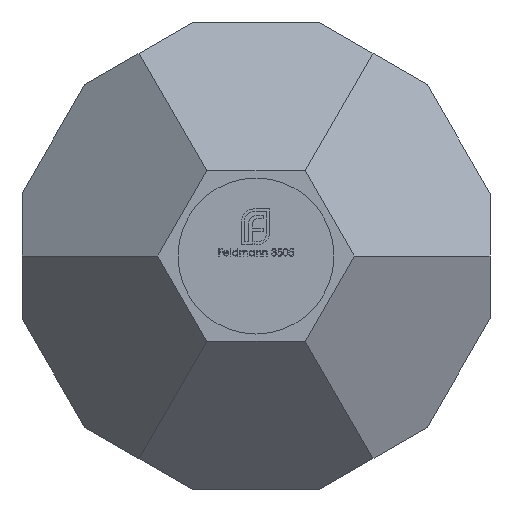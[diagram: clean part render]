
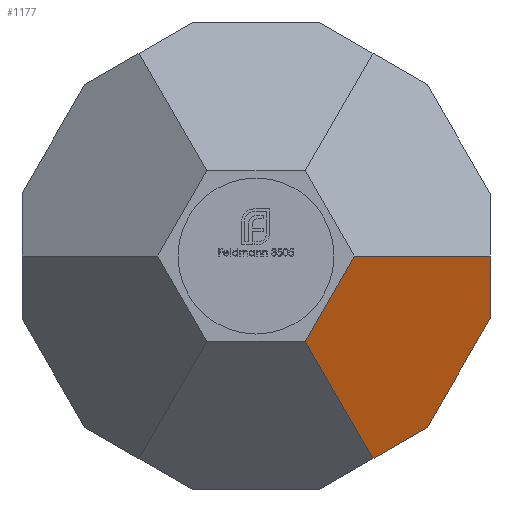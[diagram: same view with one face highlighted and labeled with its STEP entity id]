
A CAD part, front view. The second image highlights one B-rep face of the part: STEP entity #1177.
In plain terms, the highlighted planar face has unit normal (0.612, -0.707, -0.354).
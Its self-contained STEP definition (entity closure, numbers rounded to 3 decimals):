
#480 = LINE ( 'NONE', #9104, #4000 ) ;
#517 = CARTESIAN_POINT ( 'NONE',  ( 3.728, -4.334, -7.374 ) ) ;
#912 = VERTEX_POINT ( 'NONE', #1050 ) ;
#968 = CARTESIAN_POINT ( 'NONE',  ( 6.039, -3., -6.039 ) ) ;
#1050 = CARTESIAN_POINT ( 'NONE',  ( 8.25, -3., -2.211 ) ) ;
#1072 = VERTEX_POINT ( 'NONE', #11801 ) ;
#1138 = CARTESIAN_POINT ( 'NONE',  ( 1.732, -8.25, -3. ) ) ;
#1177 = ADVANCED_FACE ( 'NONE', ( #2259 ), #8150, .T. ) ;
#1298 = VECTOR ( 'NONE', #4635, 1000. ) ;
#1887 = LINE ( 'NONE', #4115, #3877 ) ;
#2033 = EDGE_CURVE ( 'NONE', #8601, #4590, #5183, .T. ) ;
#2259 = FACE_OUTER_BOUND ( 'NONE', #5435, .T. ) ;
#2749 = DIRECTION ( 'NONE',  ( -0.756, -0.655, 0. ) ) ;
#2840 = VERTEX_POINT ( 'NONE', #1138 ) ;
#3009 = DIRECTION ( 'NONE',  ( 0., -0.447, 0.894 ) ) ;
#3549 = CARTESIAN_POINT ( 'NONE',  ( 9.526, -3., 0. ) ) ;
#3877 = VECTOR ( 'NONE', #6824, 1000. ) ;
#4000 = VECTOR ( 'NONE', #11101, 1000. ) ;
#4115 = CARTESIAN_POINT ( 'NONE',  ( 1.485, -8.679, -2.571 ) ) ;
#4570 = VERTEX_POINT ( 'NONE', #5833 ) ;
#4590 = VERTEX_POINT ( 'NONE', #968 ) ;
#4635 = DIRECTION ( 'NONE',  ( 0.5, 0., 0.866 ) ) ;
#4645 = ORIENTED_EDGE ( 'NONE', *, *, #11499, .T. ) ;
#4860 = EDGE_CURVE ( 'NONE', #4570, #1072, #8697, .T. ) ;
#5152 = EDGE_CURVE ( 'NONE', #4590, #912, #10991, .T. ) ;
#5183 = LINE ( 'NONE', #517, #12261 ) ;
#5435 = EDGE_LOOP ( 'NONE', ( #10075, #6169, #4645, #7802, #7989, #6893 ) ) ;
#5833 = CARTESIAN_POINT ( 'NONE',  ( 8.25, -4.105, 0. ) ) ;
#6169 = ORIENTED_EDGE ( 'NONE', *, *, #5152, .T. ) ;
#6205 = EDGE_CURVE ( 'NONE', #2840, #8601, #1887, .T. ) ;
#6293 = DIRECTION ( 'NONE',  ( 0.5, 0., 0.866 ) ) ;
#6343 = CARTESIAN_POINT ( 'NONE',  ( 2.598, -8.25, -1.5 ) ) ;
#6824 = DIRECTION ( 'NONE',  ( 0.378, 0.655, -0.655 ) ) ;
#6893 = ORIENTED_EDGE ( 'NONE', *, *, #6205, .T. ) ;
#7411 = DIRECTION ( 'NONE',  ( 0.775, 0.447, 0.447 ) ) ;
#7492 = AXIS2_PLACEMENT_3D ( 'NONE', #6343, #12085, #6293 ) ;
#7554 = VECTOR ( 'NONE', #3009, 1000. ) ;
#7802 = ORIENTED_EDGE ( 'NONE', *, *, #4860, .T. ) ;
#7989 = ORIENTED_EDGE ( 'NONE', *, *, #9061, .T. ) ;
#8150 = PLANE ( 'NONE',  #7492 ) ;
#8601 = VERTEX_POINT ( 'NONE', #10212 ) ;
#8697 = LINE ( 'NONE', #10660, #9922 ) ;
#8980 = CARTESIAN_POINT ( 'NONE',  ( 8.25, -4.334, 0.458 ) ) ;
#9061 = EDGE_CURVE ( 'NONE', #1072, #2840, #480, .T. ) ;
#9104 = CARTESIAN_POINT ( 'NONE',  ( 0.217, -8.25, -5.625 ) ) ;
#9703 = LINE ( 'NONE', #8980, #7554 ) ;
#9922 = VECTOR ( 'NONE', #2749, 1000. ) ;
#10075 = ORIENTED_EDGE ( 'NONE', *, *, #2033, .T. ) ;
#10212 = CARTESIAN_POINT ( 'NONE',  ( 4.125, -4.105, -7.145 ) ) ;
#10660 = CARTESIAN_POINT ( 'NONE',  ( 2.969, -8.679, 0. ) ) ;
#10991 = LINE ( 'NONE', #3549, #1298 ) ;
#11101 = DIRECTION ( 'NONE',  ( -0.5, 0., -0.866 ) ) ;
#11499 = EDGE_CURVE ( 'NONE', #912, #4570, #9703, .T. ) ;
#11801 = CARTESIAN_POINT ( 'NONE',  ( 3.464, -8.25, 0. ) ) ;
#12085 = DIRECTION ( 'NONE',  ( 0.612, -0.707, -0.354 ) ) ;
#12261 = VECTOR ( 'NONE', #7411, 1000. ) ;
